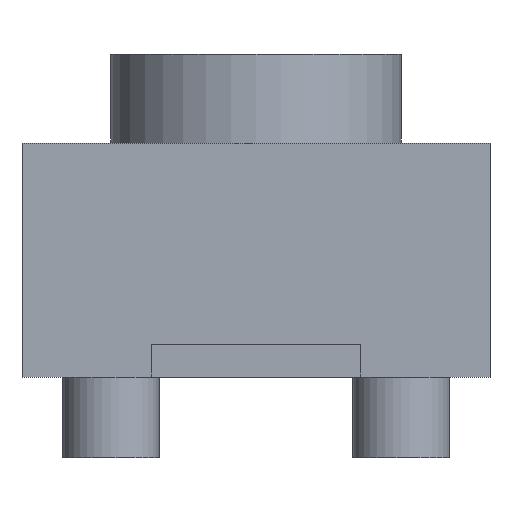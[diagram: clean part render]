
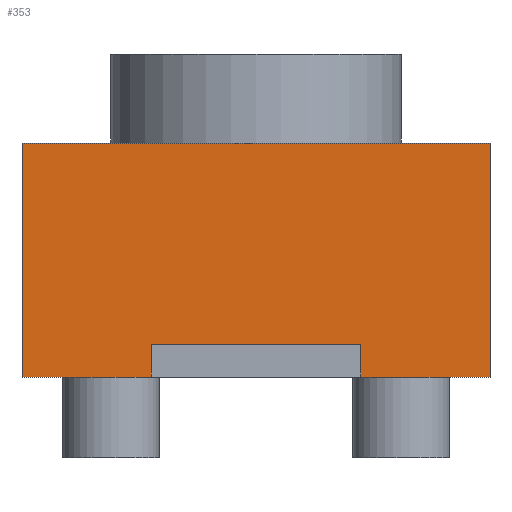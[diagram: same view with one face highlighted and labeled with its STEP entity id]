
A CAD part, left-side view. The second image highlights one B-rep face of the part: STEP entity #353.
In plain terms, the highlighted planar face has unit normal (-1, 0, 0).
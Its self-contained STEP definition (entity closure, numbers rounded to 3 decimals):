
#26=PLANE('',#399);
#50=FACE_OUTER_BOUND('',#74,.T.);
#74=EDGE_LOOP('',(#272,#273,#274,#275));
#100=LINE('',#547,#139);
#101=LINE('',#550,#140);
#102=LINE('',#552,#141);
#103=LINE('',#553,#142);
#139=VECTOR('',#450,10.);
#140=VECTOR('',#453,10.);
#141=VECTOR('',#454,10.);
#142=VECTOR('',#455,10.);
#184=VERTEX_POINT('',#540);
#187=VERTEX_POINT('',#545);
#188=VERTEX_POINT('',#549);
#189=VERTEX_POINT('',#551);
#220=EDGE_CURVE('',#184,#187,#100,.T.);
#221=EDGE_CURVE('',#188,#184,#101,.T.);
#222=EDGE_CURVE('',#189,#187,#102,.T.);
#223=EDGE_CURVE('',#188,#189,#103,.T.);
#272=ORIENTED_EDGE('',*,*,#221,.T.);
#273=ORIENTED_EDGE('',*,*,#220,.T.);
#274=ORIENTED_EDGE('',*,*,#222,.F.);
#275=ORIENTED_EDGE('',*,*,#223,.F.);
#353=ADVANCED_FACE('',(#50),#26,.T.);
#399=AXIS2_PLACEMENT_3D('',#548,#451,#452);
#450=DIRECTION('',(0.,0.,1.));
#451=DIRECTION('center_axis',(-1.,0.,0.));
#452=DIRECTION('ref_axis',(0.,-1.,0.));
#453=DIRECTION('',(0.,-1.,0.));
#454=DIRECTION('',(0.,-1.,0.));
#455=DIRECTION('',(0.,0.,1.));
#540=CARTESIAN_POINT('',(-1.95,-1.45,0.));
#545=CARTESIAN_POINT('',(-1.95,-1.45,1.45));
#547=CARTESIAN_POINT('',(-1.95,-1.45,0.));
#548=CARTESIAN_POINT('Origin',(-1.95,1.45,0.));
#549=CARTESIAN_POINT('',(-1.95,1.45,0.));
#550=CARTESIAN_POINT('',(-1.95,1.45,0.));
#551=CARTESIAN_POINT('',(-1.95,1.45,1.45));
#552=CARTESIAN_POINT('',(-1.95,1.45,1.45));
#553=CARTESIAN_POINT('',(-1.95,1.45,0.));
